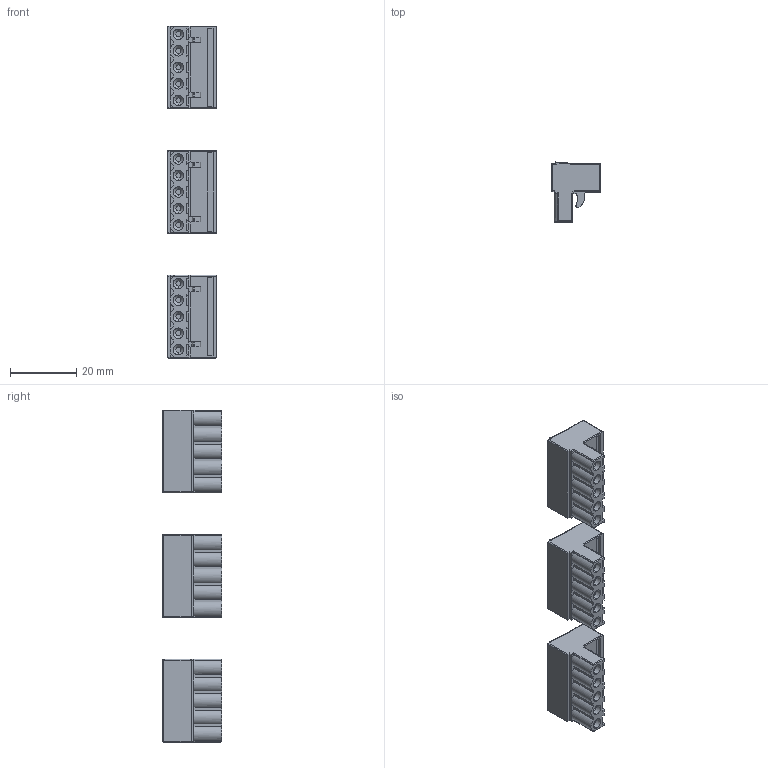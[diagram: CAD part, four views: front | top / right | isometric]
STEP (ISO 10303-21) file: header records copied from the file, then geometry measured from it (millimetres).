
FILE_DESCRIPTION (( 'STEP AP214' ), '1' );
FILE_NAME ('BX-RTB08.STEP', '2020-02-26T12:19:02', ( '' ), ( '' ), 'SwSTEP 2.0', 'SolidWorks 2017', '' );
FILE_SCHEMA (( 'AUTOMOTIVE_DESIGN' ));
Length unit declared in the file: inch
Products named in the file (1): BX-RTB08
Bounding box: 15 x 18 x 100.4 mm (x, y, z)
Volume: 11459.1 mm3; surface area: 9159.9 mm2
Topology: 3 solids, 3 shells, 870 faces, 2181 edges, 1395 vertices
Faces by surface type: plane 594, cylinder 246, cone 30
Entity records: 36996 total; most frequent: CARTESIAN_POINT 4717, ORIENTED_EDGE 4362, DIRECTION 4268, EDGE_CURVE 2181, VECTOR 1656, LINE 1656, VERTEX_POINT 1395, AXIS2_PLACEMENT_3D 1306
